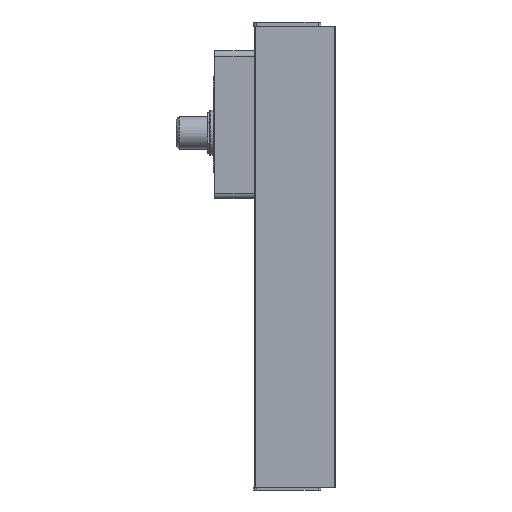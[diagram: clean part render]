
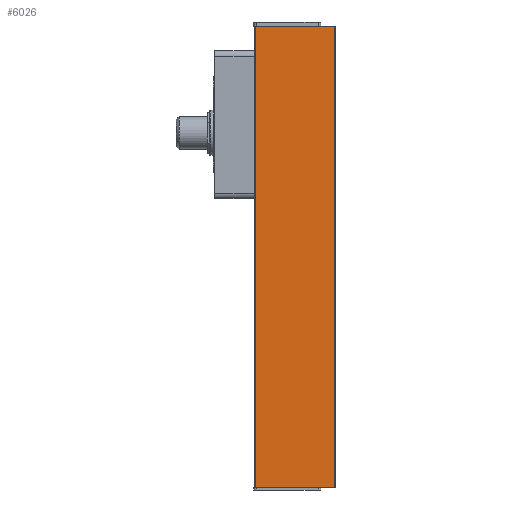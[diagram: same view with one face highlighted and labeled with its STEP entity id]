
A CAD part, left-side view. The second image highlights one B-rep face of the part: STEP entity #6026.
In plain terms, the highlighted planar face has unit normal (-1, 0, 0).
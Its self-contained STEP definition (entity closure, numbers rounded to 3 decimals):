
#193 = DIRECTION ( 'NONE',  ( -1., 0., 0. ) ) ;
#657 = VECTOR ( 'NONE', #3001, 1000. ) ;
#795 = CARTESIAN_POINT ( 'NONE',  ( 0., 29.3, -168.5 ) ) ;
#1121 = CARTESIAN_POINT ( 'NONE',  ( 0., 29.3, -168.5 ) ) ;
#1399 = ORIENTED_EDGE ( 'NONE', *, *, #8955, .F. ) ;
#1651 = CARTESIAN_POINT ( 'NONE',  ( 0., 29.3, 0. ) ) ;
#1758 = ORIENTED_EDGE ( 'NONE', *, *, #7418, .F. ) ;
#1773 = CARTESIAN_POINT ( 'NONE',  ( 0., 0.5, -168.5 ) ) ;
#2661 = ORIENTED_EDGE ( 'NONE', *, *, #7825, .T. ) ;
#2999 = LINE ( 'NONE', #795, #8435 ) ;
#3001 = DIRECTION ( 'NONE',  ( 0., 0., -1. ) ) ;
#3544 = PLANE ( 'NONE',  #7144 ) ;
#3805 = CARTESIAN_POINT ( 'NONE',  ( 0., 0.5, -168.5 ) ) ;
#4256 = VECTOR ( 'NONE', #7350, 1000. ) ;
#4277 = VECTOR ( 'NONE', #4799, 1000. ) ;
#4674 = VERTEX_POINT ( 'NONE', #6771 ) ;
#4799 = DIRECTION ( 'NONE',  ( 0., 0., -1. ) ) ;
#5090 = VERTEX_POINT ( 'NONE', #1773 ) ;
#5229 = LINE ( 'NONE', #1651, #4256 ) ;
#5409 = LINE ( 'NONE', #6766, #4277 ) ;
#5688 = CARTESIAN_POINT ( 'NONE',  ( 0., 29.3, 0. ) ) ;
#5867 = DIRECTION ( 'NONE',  ( 0., -1., 0. ) ) ;
#6026 = ADVANCED_FACE ( 'NONE', ( #8906 ), #3544, .T. ) ;
#6635 = DIRECTION ( 'NONE',  ( 0., 0., 1. ) ) ;
#6766 = CARTESIAN_POINT ( 'NONE',  ( 0., 29.3, -168.5 ) ) ;
#6771 = CARTESIAN_POINT ( 'NONE',  ( 0., 0.5, 0. ) ) ;
#6993 = EDGE_LOOP ( 'NONE', ( #2661, #1399, #1758, #7262 ) ) ;
#7144 = AXIS2_PLACEMENT_3D ( 'NONE', #8056, #193, #6635 ) ;
#7262 = ORIENTED_EDGE ( 'NONE', *, *, #7568, .T. ) ;
#7350 = DIRECTION ( 'NONE',  ( 0., -1., 0. ) ) ;
#7418 = EDGE_CURVE ( 'NONE', #8889, #4674, #5229, .T. ) ;
#7568 = EDGE_CURVE ( 'NONE', #8889, #7597, #5409, .T. ) ;
#7597 = VERTEX_POINT ( 'NONE', #1121 ) ;
#7825 = EDGE_CURVE ( 'NONE', #7597, #5090, #2999, .T. ) ;
#7996 = LINE ( 'NONE', #3805, #657 ) ;
#8056 = CARTESIAN_POINT ( 'NONE',  ( 0., 29.3, -168.5 ) ) ;
#8435 = VECTOR ( 'NONE', #5867, 1000. ) ;
#8889 = VERTEX_POINT ( 'NONE', #5688 ) ;
#8906 = FACE_OUTER_BOUND ( 'NONE', #6993, .T. ) ;
#8955 = EDGE_CURVE ( 'NONE', #4674, #5090, #7996, .T. ) ;
